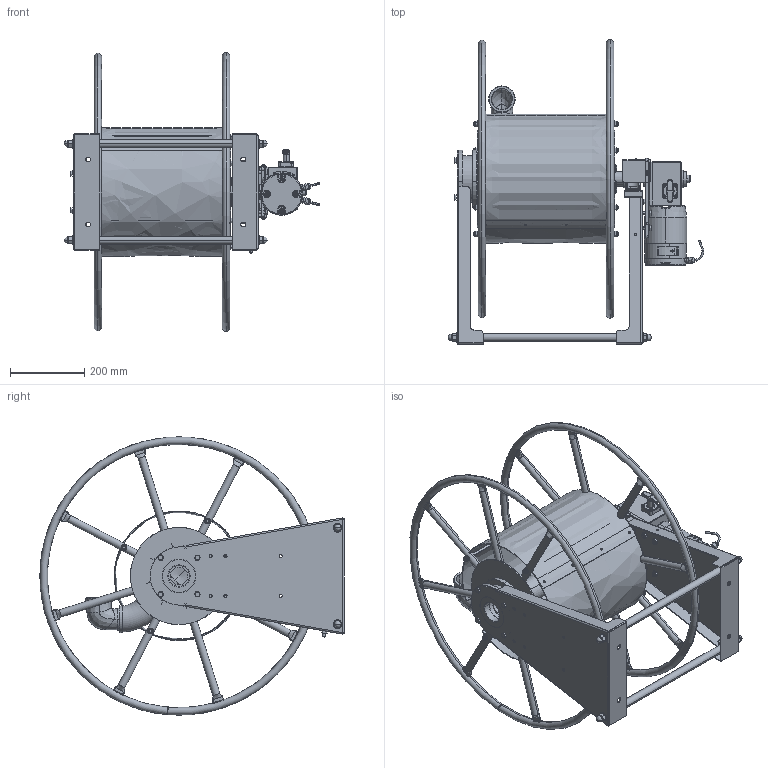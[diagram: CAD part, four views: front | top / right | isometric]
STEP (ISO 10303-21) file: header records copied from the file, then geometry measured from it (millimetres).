
FILE_DESCRIPTION((''),'2;1');
FILE_NAME('382_025_E_ASM','2021-10-07T',('Cad03'),('CDM'),'PRO/ENGINEER BY PARAMETRIC TECHNOLOGY CORPORATION, 2017170','PRO/ENGINEER BY PARAMETRIC TECHNOLOGY CORPORATION, 2017170','');
FILE_SCHEMA(('AUTOMOTIVE_DESIGN { 1 0 10303 214 1 1 1 1 }'));
Length unit declared in the file: millimetre
Products named in the file (1): 382_025_E_ASM
Bounding box: 688.76 x 820 x 750 mm (x, y, z)
Surface area: 2809596 mm2 (no closed solid volume)
Topology: 0 solids, 287 shells, 1534 faces, 5929 edges, 4504 vertices
Faces by surface type: plane 604, cylinder 282, cone 269, bspline 224, torus 81, extrusion 50, sphere 24
Entity records: 103319 total; most frequent: CARTESIAN_POINT 44334, ORIENTED_EDGE 8580, DIRECTION 8228, EDGE_CURVE 5900, VERTEX_POINT 4505, AXIS2_PLACEMENT_3D 3013, VECTOR 2202, LINE 2152
